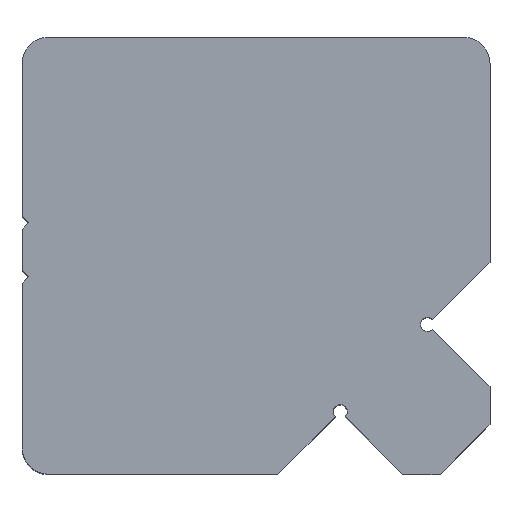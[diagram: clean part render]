
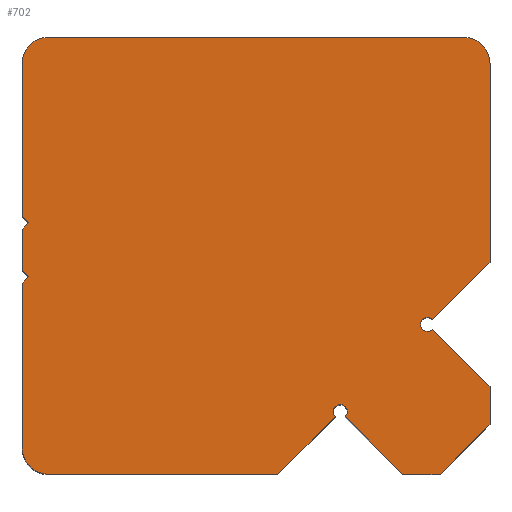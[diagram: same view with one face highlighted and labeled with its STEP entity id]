
A CAD part, top view. The second image highlights one B-rep face of the part: STEP entity #702.
In plain terms, the highlighted planar face has unit normal (0, 0, 1).
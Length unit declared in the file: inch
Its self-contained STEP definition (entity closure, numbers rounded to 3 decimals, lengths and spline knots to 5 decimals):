
#26=LINE('',#1106,#88);
#28=LINE('',#1124,#90);
#34=LINE('',#1162,#96);
#39=LINE('',#1171,#101);
#40=LINE('',#1184,#102);
#48=LINE('',#1205,#110);
#61=LINE('',#1242,#123);
#63=LINE('',#1245,#125);
#68=LINE('',#1260,#130);
#70=LINE('',#1264,#132);
#73=LINE('',#1272,#135);
#75=LINE('',#1277,#137);
#76=LINE('',#1279,#138);
#77=LINE('',#1281,#139);
#78=LINE('',#1283,#140);
#79=LINE('',#1284,#141);
#80=LINE('',#1285,#142);
#88=VECTOR('',#794,0.47);
#90=VECTOR('',#804,0.0099);
#96=VECTOR('',#830,0.0099);
#101=VECTOR('',#837,0.18654);
#102=VECTOR('',#844,0.0099);
#110=VECTOR('',#872,0.0099);
#123=VECTOR('',#903,0.17332);
#125=VECTOR('',#907,0.04714);
#130=VECTOR('',#922,0.0919);
#132=VECTOR('',#926,0.092);
#135=VECTOR('',#935,0.22465);
#137=VECTOR('',#941,0.25965);
#138=VECTOR('',#942,0.092);
#139=VECTOR('',#943,0.04243);
#140=VECTOR('',#944,0.0799);
#141=VECTOR('',#945,0.04256);
#142=VECTOR('',#946,0.0919);
#164=PLANE('',#766);
#224=FACE_OUTER_BOUND('',#272,.T.);
#272=EDGE_LOOP('',(#608,#609,#610,#611,#612,#613,#614,#615,#616,#617,#618,
#619,#620,#621,#622,#623,#624,#625,#626,#627,#628,#629));
#299=CIRCLE('',#758,0.008);
#300=CIRCLE('',#760,0.008);
#301=CIRCLE('',#764,0.03);
#302=CIRCLE('',#767,0.03);
#303=CIRCLE('',#768,0.03);
#313=VERTEX_POINT('',#1100);
#315=VERTEX_POINT('',#1104);
#320=VERTEX_POINT('',#1121);
#321=VERTEX_POINT('',#1123);
#330=VERTEX_POINT('',#1159);
#331=VERTEX_POINT('',#1161);
#334=VERTEX_POINT('',#1169);
#337=VERTEX_POINT('',#1183);
#340=VERTEX_POINT('',#1203);
#355=VERTEX_POINT('',#1241);
#356=VERTEX_POINT('',#1247);
#357=VERTEX_POINT('',#1249);
#358=VERTEX_POINT('',#1253);
#359=VERTEX_POINT('',#1255);
#360=VERTEX_POINT('',#1259);
#361=VERTEX_POINT('',#1263);
#362=VERTEX_POINT('',#1267);
#363=VERTEX_POINT('',#1271);
#364=VERTEX_POINT('',#1275);
#365=VERTEX_POINT('',#1278);
#366=VERTEX_POINT('',#1280);
#367=VERTEX_POINT('',#1282);
#379=EDGE_CURVE('',#315,#313,#26,.T.);
#385=EDGE_CURVE('',#321,#320,#28,.T.);
#400=EDGE_CURVE('',#331,#330,#34,.T.);
#405=EDGE_CURVE('',#334,#330,#39,.T.);
#409=EDGE_CURVE('',#337,#331,#40,.T.);
#419=EDGE_CURVE('',#320,#340,#48,.T.);
#437=EDGE_CURVE('',#321,#355,#61,.T.);
#439=EDGE_CURVE('',#337,#340,#63,.T.);
#441=EDGE_CURVE('',#357,#356,#299,.T.);
#445=EDGE_CURVE('',#358,#359,#300,.T.);
#446=EDGE_CURVE('',#360,#357,#68,.T.);
#448=EDGE_CURVE('',#361,#358,#70,.T.);
#450=EDGE_CURVE('',#313,#362,#301,.T.);
#452=EDGE_CURVE('',#362,#363,#73,.T.);
#454=EDGE_CURVE('',#364,#334,#302,.T.);
#455=EDGE_CURVE('',#361,#364,#75,.T.);
#456=EDGE_CURVE('',#359,#365,#76,.T.);
#457=EDGE_CURVE('',#366,#365,#77,.T.);
#458=EDGE_CURVE('',#367,#366,#78,.T.);
#459=EDGE_CURVE('',#360,#367,#79,.T.);
#460=EDGE_CURVE('',#356,#363,#80,.T.);
#461=EDGE_CURVE('',#355,#315,#303,.T.);
#608=ORIENTED_EDGE('',*,*,#400,.T.);
#609=ORIENTED_EDGE('',*,*,#405,.F.);
#610=ORIENTED_EDGE('',*,*,#454,.F.);
#611=ORIENTED_EDGE('',*,*,#455,.F.);
#612=ORIENTED_EDGE('',*,*,#448,.T.);
#613=ORIENTED_EDGE('',*,*,#445,.T.);
#614=ORIENTED_EDGE('',*,*,#456,.T.);
#615=ORIENTED_EDGE('',*,*,#457,.F.);
#616=ORIENTED_EDGE('',*,*,#458,.F.);
#617=ORIENTED_EDGE('',*,*,#459,.F.);
#618=ORIENTED_EDGE('',*,*,#446,.T.);
#619=ORIENTED_EDGE('',*,*,#441,.T.);
#620=ORIENTED_EDGE('',*,*,#460,.T.);
#621=ORIENTED_EDGE('',*,*,#452,.F.);
#622=ORIENTED_EDGE('',*,*,#450,.F.);
#623=ORIENTED_EDGE('',*,*,#379,.F.);
#624=ORIENTED_EDGE('',*,*,#461,.F.);
#625=ORIENTED_EDGE('',*,*,#437,.F.);
#626=ORIENTED_EDGE('',*,*,#385,.T.);
#627=ORIENTED_EDGE('',*,*,#419,.T.);
#628=ORIENTED_EDGE('',*,*,#439,.F.);
#629=ORIENTED_EDGE('',*,*,#409,.T.);
#702=ADVANCED_FACE('',(#224),#164,.T.);
#758=AXIS2_PLACEMENT_3D('',#1250,#911,#912);
#760=AXIS2_PLACEMENT_3D('',#1257,#918,#919);
#764=AXIS2_PLACEMENT_3D('',#1268,#930,#931);
#766=AXIS2_PLACEMENT_3D('',#1274,#937,#938);
#767=AXIS2_PLACEMENT_3D('',#1276,#939,#940);
#768=AXIS2_PLACEMENT_3D('',#1286,#947,#948);
#794=DIRECTION('',(1.,0.,0.));
#804=DIRECTION('',(0.707,-0.707,0.));
#830=DIRECTION('',(-0.707,-0.707,0.));
#837=DIRECTION('',(0.,1.,0.));
#844=DIRECTION('',(0.707,-0.707,0.));
#872=DIRECTION('',(-0.707,-0.707,0.));
#903=DIRECTION('',(0.,1.,0.));
#907=DIRECTION('',(0.,1.,0.));
#911=DIRECTION('center_axis',(0.,0.,-1.));
#912=DIRECTION('ref_axis',(-1.,0.,0.));
#918=DIRECTION('center_axis',(0.,0.,-1.));
#919=DIRECTION('ref_axis',(-1.,0.,0.));
#922=DIRECTION('',(-0.707,0.707,0.));
#926=DIRECTION('',(0.707,0.707,0.));
#930=DIRECTION('center_axis',(0.,0.,-1.));
#931=DIRECTION('ref_axis',(0.707,0.707,0.));
#935=DIRECTION('',(0.,-1.,0.));
#937=DIRECTION('center_axis',(0.,0.,1.));
#938=DIRECTION('ref_axis',(1.,0.,0.));
#939=DIRECTION('center_axis',(0.,0.,-1.));
#940=DIRECTION('ref_axis',(-0.707,-0.707,0.));
#941=DIRECTION('',(-1.,0.,0.));
#942=DIRECTION('',(0.707,-0.707,0.));
#943=DIRECTION('',(-1.,0.,0.));
#944=DIRECTION('',(-0.707,-0.707,0.));
#945=DIRECTION('',(0.,-1.,0.));
#946=DIRECTION('',(0.707,0.707,0.));
#947=DIRECTION('center_axis',(0.,0.,-1.));
#948=DIRECTION('ref_axis',(-0.707,0.707,0.));
#1100=CARTESIAN_POINT('',(0.235,0.2475,0.));
#1104=CARTESIAN_POINT('',(-0.235,0.2475,0.));
#1106=CARTESIAN_POINT('',(-0.265,0.2475,0.));
#1121=CARTESIAN_POINT('',(-0.258,0.03718,0.));
#1123=CARTESIAN_POINT('',(-0.265,0.04418,0.));
#1124=CARTESIAN_POINT('',(-0.1842,-0.03661,0.));
#1159=CARTESIAN_POINT('',(-0.265,-0.03096,0.));
#1161=CARTESIAN_POINT('',(-0.258,-0.02396,0.));
#1162=CARTESIAN_POINT('',(-0.19101,0.04303,0.));
#1169=CARTESIAN_POINT('',(-0.265,-0.2175,0.));
#1171=CARTESIAN_POINT('',(-0.265,-0.2475,0.));
#1183=CARTESIAN_POINT('',(-0.265,-0.01696,0.));
#1184=CARTESIAN_POINT('',(-0.19949,-0.08247,0.));
#1203=CARTESIAN_POINT('',(-0.265,0.03018,0.));
#1205=CARTESIAN_POINT('',(-0.2063,0.08889,0.));
#1241=CARTESIAN_POINT('',(-0.265,0.2175,0.));
#1242=CARTESIAN_POINT('',(-0.265,-0.2475,0.));
#1245=CARTESIAN_POINT('',(-0.265,-0.2475,0.));
#1247=CARTESIAN_POINT('',(0.20001,-0.07214,0.));
#1249=CARTESIAN_POINT('',(0.20001,-0.08345,0.));
#1250=CARTESIAN_POINT('Origin',(0.19436,-0.07779,0.));
#1253=CARTESIAN_POINT('',(0.08971,-0.18245,0.));
#1255=CARTESIAN_POINT('',(0.10102,-0.18245,0.));
#1257=CARTESIAN_POINT('Origin',(0.09536,-0.17679,0.));
#1259=CARTESIAN_POINT('',(0.265,-0.14844,0.));
#1260=CARTESIAN_POINT('',(0.12632,-0.00976,0.));
#1263=CARTESIAN_POINT('',(0.02465,-0.2475,0.));
#1264=CARTESIAN_POINT('',(0.11572,-0.15643,0.));
#1267=CARTESIAN_POINT('',(0.265,0.2175,0.));
#1268=CARTESIAN_POINT('Origin',(0.235,0.2175,0.));
#1271=CARTESIAN_POINT('',(0.265,-0.00715,0.));
#1272=CARTESIAN_POINT('',(0.265,0.2475,0.));
#1274=CARTESIAN_POINT('Origin',(0.,0.,
0.));
#1275=CARTESIAN_POINT('',(-0.235,-0.2475,0.));
#1276=CARTESIAN_POINT('Origin',(-0.235,-0.2175,0.));
#1277=CARTESIAN_POINT('',(0.265,-0.2475,0.));
#1278=CARTESIAN_POINT('',(0.16607,-0.2475,0.));
#1279=CARTESIAN_POINT('',(0.06268,-0.14411,0.));
#1280=CARTESIAN_POINT('',(0.2085,-0.2475,0.));
#1281=CARTESIAN_POINT('',(0.265,-0.2475,0.));
#1282=CARTESIAN_POINT('',(0.265,-0.191,0.));
#1283=CARTESIAN_POINT('',(0.23238,-0.22363,0.));
#1284=CARTESIAN_POINT('',(0.265,0.2475,0.));
#1285=CARTESIAN_POINT('',(0.20054,-0.07161,0.));
#1286=CARTESIAN_POINT('Origin',(-0.235,0.2175,0.));
